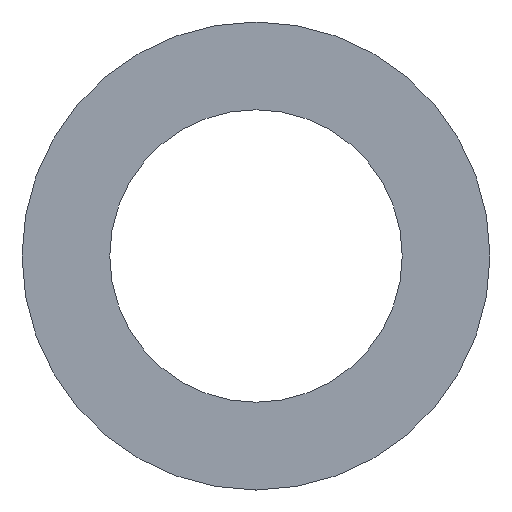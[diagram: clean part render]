
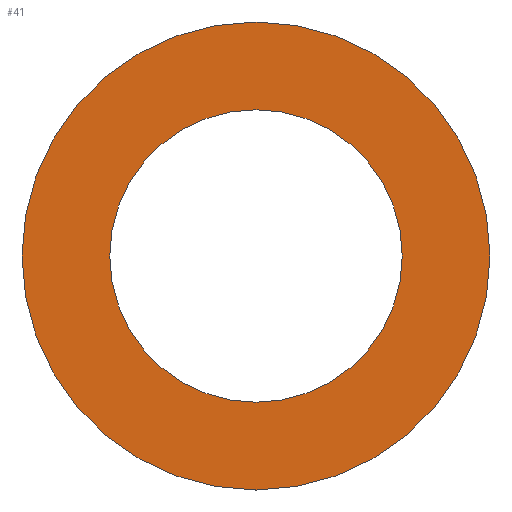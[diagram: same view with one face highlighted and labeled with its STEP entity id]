
A CAD part, left-side view. The second image highlights one B-rep face of the part: STEP entity #41.
In plain terms, the highlighted planar face has unit normal (-1, 0, 0).
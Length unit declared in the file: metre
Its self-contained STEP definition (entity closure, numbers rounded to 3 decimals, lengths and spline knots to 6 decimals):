
#41 = ADVANCED_FACE( '', ( #82, #83 ), #84, .F. );
#82 = FACE_BOUND( '', #126, .T. );
#83 = FACE_OUTER_BOUND( '', #127, .T. );
#84 = PLANE( '', #128 );
#126 = EDGE_LOOP( '', ( #163 ) );
#127 = EDGE_LOOP( '', ( #164 ) );
#128 = AXIS2_PLACEMENT_3D( '', #165, #166, #167 );
#163 = ORIENTED_EDGE( '', *, *, #205, .F. );
#164 = ORIENTED_EDGE( '', *, *, #202, .F. );
#165 = CARTESIAN_POINT( '', ( -0.087649, -2.580052, 1.873202 ) );
#166 = DIRECTION( '', ( 1., 0., 0. ) );
#167 = DIRECTION( '', ( 0., 1., 0. ) );
#202 = EDGE_CURVE( '', #220, #220, #221, .T. );
#205 = EDGE_CURVE( '', #225, #225, #226, .T. );
#220 = VERTEX_POINT( '', #244 );
#221 = CIRCLE( '', #245, 0.01016 );
#225 = VERTEX_POINT( '', #249 );
#226 = CIRCLE( '', #250, 0.00635 );
#244 = CARTESIAN_POINT( '', ( -0.087649, -2.669755, 1.996131 ) );
#245 = AXIS2_PLACEMENT_3D( '', #268, #269, #270 );
#249 = CARTESIAN_POINT( '', ( -0.087649, -2.669755, 2.012641 ) );
#250 = AXIS2_PLACEMENT_3D( '', #274, #275, #276 );
#268 = CARTESIAN_POINT( '', ( -0.087649, -2.669755, 2.006291 ) );
#269 = DIRECTION( '', ( 1., 0., 0. ) );
#270 = DIRECTION( '', ( 0., 0., -1. ) );
#274 = CARTESIAN_POINT( '', ( -0.087649, -2.669755, 2.006291 ) );
#275 = DIRECTION( '', ( -1., 0., 0. ) );
#276 = DIRECTION( '', ( 0., 0., 1. ) );
